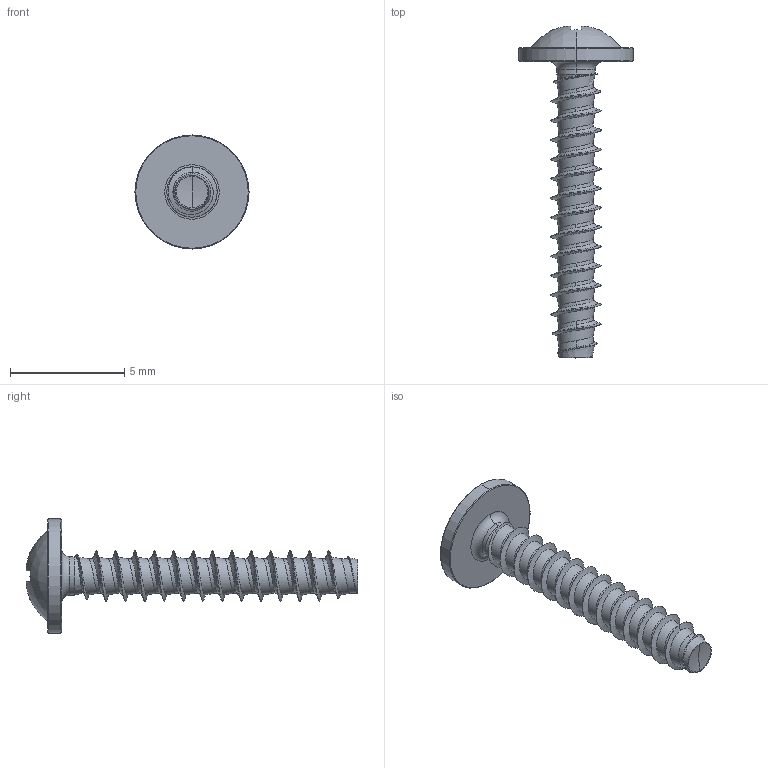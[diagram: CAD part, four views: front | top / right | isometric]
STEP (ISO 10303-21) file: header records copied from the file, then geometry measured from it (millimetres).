
FILE_DESCRIPTION (( 'STEP AP203' ), '1' );
FILE_NAME ('STP210220130.STEP', '2017-08-14T16:55:27', ( '' ), ( '' ), 'SwSTEP 2.0', 'SolidWorks 2015', '' );
FILE_SCHEMA (( 'CONFIG_CONTROL_DESIGN' ));
Length unit declared in the file: millimetre
Products named in the file (1): STP210220130
Bounding box: 5 x 14.56 x 5 mm (x, y, z)
Volume: 45 mm3; surface area: 158.3 mm2
Topology: 1 solids, 1 shells, 200 faces, 482 edges, 285 vertices
Faces by surface type: cylinder 56, bspline 55, plane 31, torus 30, sphere 20, cone 8
Entity records: 23064 total; most frequent: CARTESIAN_POINT 18868, ORIENTED_EDGE 960, DIRECTION 768, EDGE_CURVE 480, AXIS2_PLACEMENT_3D 334, VERTEX_POINT 285, EDGE_LOOP 203, FACE_OUTER_BOUND 200
